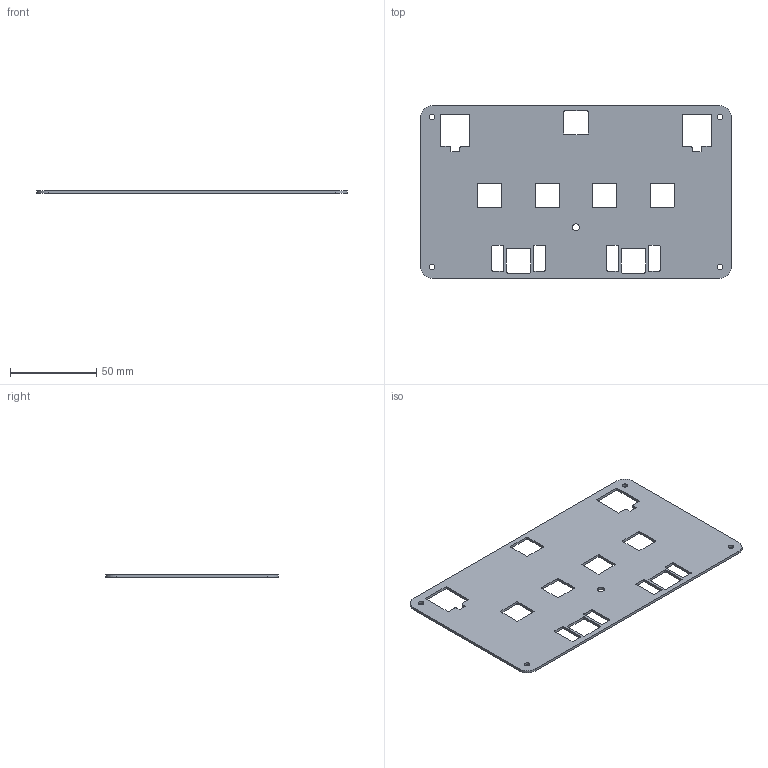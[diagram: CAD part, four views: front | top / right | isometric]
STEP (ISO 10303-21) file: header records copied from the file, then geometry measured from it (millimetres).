
FILE_DESCRIPTION(('KiCad electronic assembly'),'2;1');
FILE_NAME('Pocket-SDVX-Pico-Plate.step','2025-09-16T09:16:49',('Pcbnew') ,('Kicad'),'Open CASCADE STEP processor 7.9','KiCad to STEP converter' ,'Unknown');
FILE_SCHEMA(('AUTOMOTIVE_DESIGN { 1 0 10303 214 1 1 1 1 }'));
Length unit declared in the file: millimetre
Products named in the file (2): Pocket-SDVX-Pico-Plate 1; Pocket-SDVX-Pico-Plate_PCB
Assembly tree (1 placements, depth 2):
  Pocket-SDVX-Pico-Plate 1
    Pocket-SDVX-Pico-Plate_PCB
Bounding box: 180 x 100 x 1.51 mm (x, y, z)
Volume: 23350.8 mm3; surface area: 32911.8 mm2
Topology: 1 solids, 1 shells, 123 faces, 363 edges, 242 vertices
Faces by surface type: plane 66, cylinder 57
Full cylindrical faces by diameter (mm): 3.2 x4, 4 x1
Entity records: 4240 total; most frequent: CARTESIAN_POINT 730, DIRECTION 727, ORIENTED_EDGE 726, EDGE_CURVE 363, LINE 249, VECTOR 249, VERTEX_POINT 242, AXIS2_PLACEMENT_3D 239
